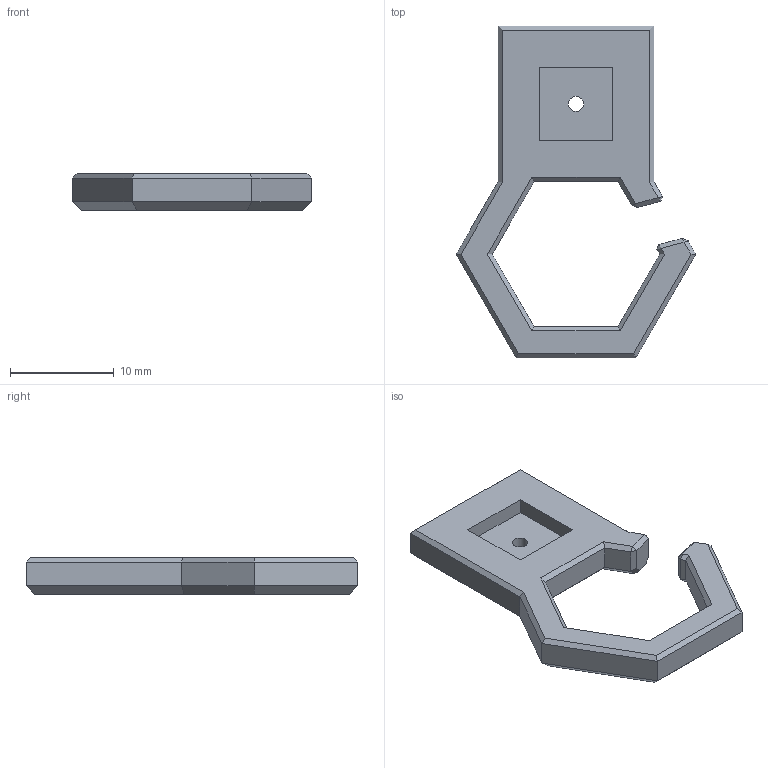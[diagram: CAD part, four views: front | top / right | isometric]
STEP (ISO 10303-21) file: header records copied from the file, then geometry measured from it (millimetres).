
FILE_DESCRIPTION(/* description */ (''),/* implementation_level */ '2;1');
FILE_NAME(/* name */ 'BowdenFence v10.step',/* time_stamp */ '2020-12-10T17:25:54+01:00',/* author */ (''),/* organization */ (''),/* preprocessor_version */ 'ST-DEVELOPER v18.1',/* originating_system */ 'Autodesk Translation Framework v9.7.1.1290',/* authorisation */ '');
FILE_SCHEMA (('AUTOMOTIVE_DESIGN { 1 0 10303 214 3 1 1 }'));
Length unit declared in the file: millimetre
Products named in the file (1): BowdenFence
Bounding box: 23.09 x 32 x 3.5 mm (x, y, z)
Volume: 1081.2 mm3; surface area: 1147.7 mm2
Topology: 1 solids, 1 shells, 76 faces, 176 edges, 104 vertices
Faces by surface type: plane 74, cylinder 2
Full cylindrical faces by diameter (mm): 1.471 x1, 3.7 x1
Entity records: 2101 total; most frequent: CARTESIAN_POINT 357, ORIENTED_EDGE 352, DIRECTION 334, EDGE_CURVE 176, LINE 172, VECTOR 172, VERTEX_POINT 104, AXIS2_PLACEMENT_3D 81
